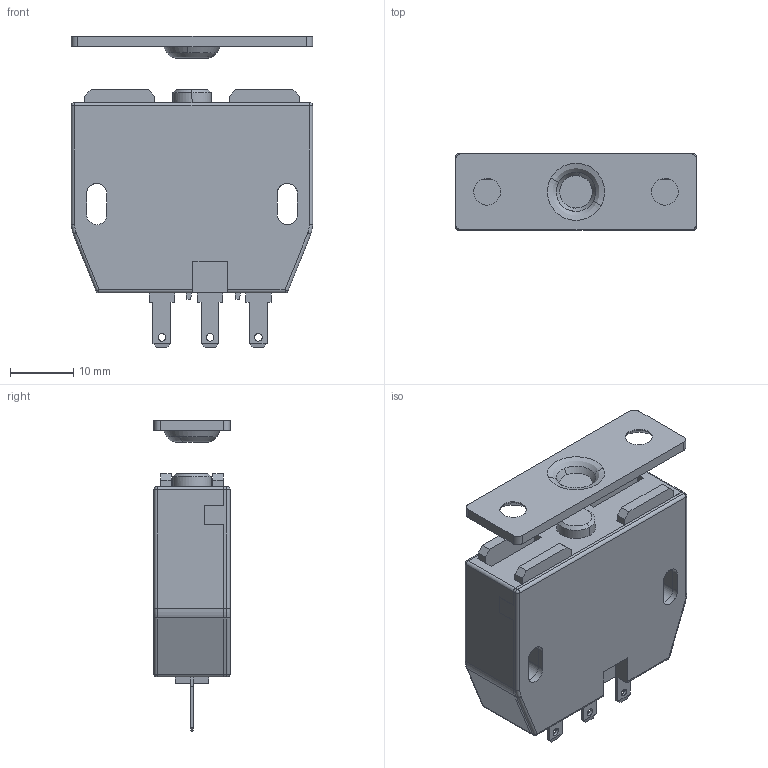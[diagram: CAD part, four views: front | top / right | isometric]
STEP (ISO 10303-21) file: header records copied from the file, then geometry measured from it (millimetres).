
FILE_DESCRIPTION((''),'2;1');
FILE_NAME('','2013-06-24T16:24:42',(''),(''),'','CADfix','');
FILE_SCHEMA(('AUTOMOTIVE_DESIGN { 1 0 10303 214 1 1 1 1 }'));
Length unit declared in the file: millimetre
Bounding box: 38 x 12 x 49 mm (x, y, z)
Volume: 11803 mm3; surface area: 10514.6 mm2
Topology: 4 solids, 4 shells, 250 faces, 689 edges, 458 vertices
Faces by surface type: bspline 250
Entity records: 7947 total; most frequent: CARTESIAN_POINT 3838, ORIENTED_EDGE 1378, EDGE_CURVE 689, QUASI_UNIFORM_CURVE 511, VERTEX_POINT 458, EDGE_LOOP 283, FACE_OUTER_BOUND 250, ADVANCED_FACE 250
